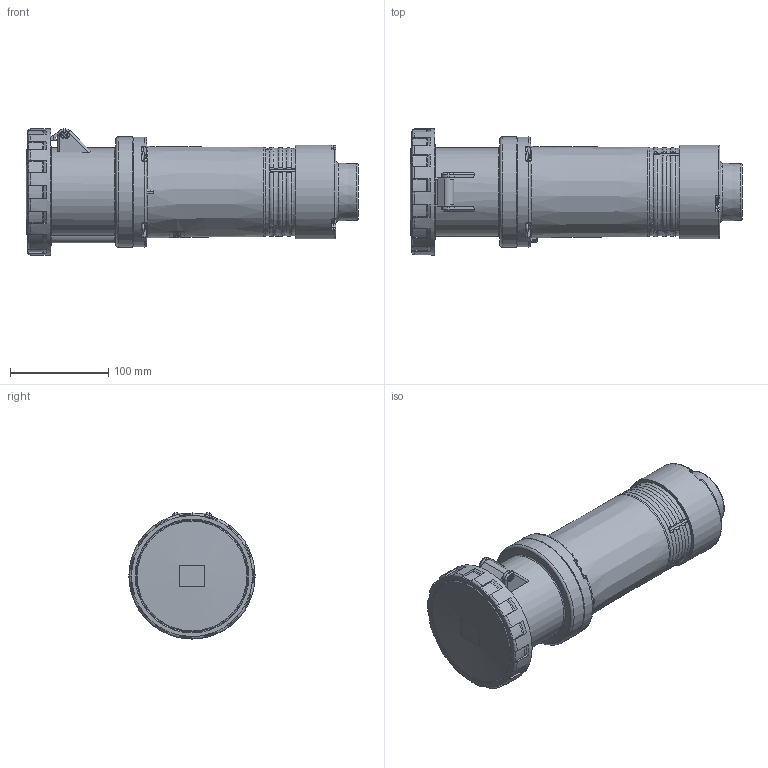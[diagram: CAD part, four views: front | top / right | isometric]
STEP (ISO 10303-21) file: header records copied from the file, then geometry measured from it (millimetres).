
FILE_DESCRIPTION(/* description */ (''),/* implementation_level */ '2;1');
FILE_NAME(/* name */ '4003605.stp',/* time_stamp */ '2019-11-04T08:14:30+01:00',/* author */ (''),/* organization */ (''),/* preprocessor_version */ 'ST-DEVELOPER v16.7',/* originating_system */ 'SIEMENS PLM Software NX 1888',/* authorisation */ '');
FILE_SCHEMA (('AUTOMOTIVE_DESIGN { 1 0 10303 214 3 1 1 1 }'));
Length unit declared in the file: millimetre
Products named in the file (1): BSOMB26489C0fp1n
Bounding box: 338.44 x 128.5 x 128.5 mm (x, y, z)
Volume: 616809.9 mm3; surface area: 426140.2 mm2
Topology: 16 solids, 16 shells, 1961 faces, 5235 edges, 3406 vertices
Faces by surface type: plane 878, cylinder 456, bspline 183, torus 180, cone 178, extrusion 70, sphere 16
Full cylindrical faces by diameter (mm): 2.2 x1, 3 x2, 3.4 x12, 3.5 x4, 3.7 x4, 3.8 x4, 4 x4, 4.3 x3, 4.5 x8, 4.642 x1, 4.8 x6, 5 x1, 5.6 x3, 6.5 x1, 7.8 x3, 8.4 x4, 15 x4, 18.5 x4, 25.4 x1, 29.2 x1, 29.3 x1, 33.2 x1, 33.3 x1, 37.2 x1, 37.3 x1, 41.1 x1, 41.2 x1, 45.1 x1, 45.2 x1, 49.7 x1
Entity records: 79421 total; most frequent: CARTESIAN_POINT 33267, ORIENTED_EDGE 9930, DIRECTION 8855, EDGE_CURVE 4965, AXIS2_PLACEMENT_3D 3466, VERTEX_POINT 3315, EDGE_LOOP 2288, ADVANCED_FACE 1960
